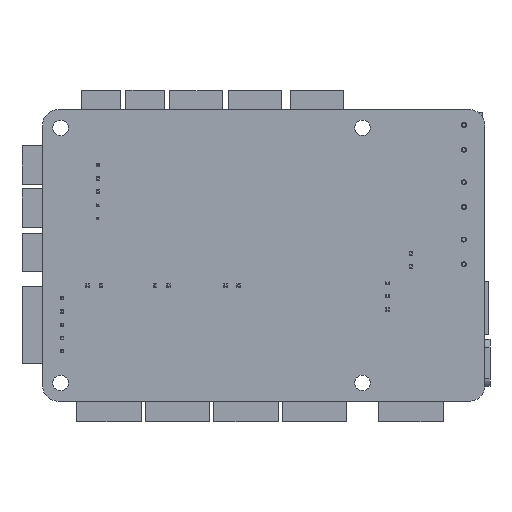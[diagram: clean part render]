
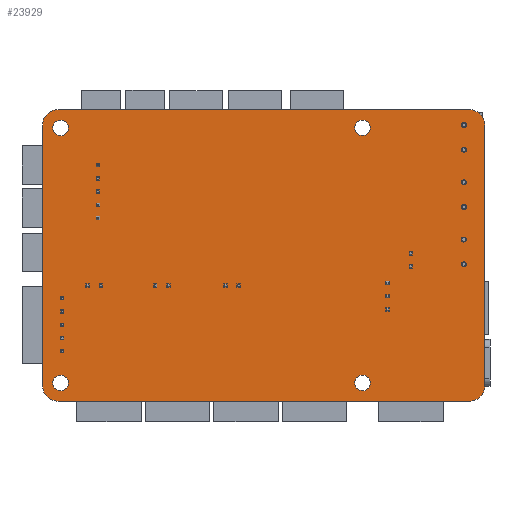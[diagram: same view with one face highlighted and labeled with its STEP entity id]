
A CAD part, front view. The second image highlights one B-rep face of the part: STEP entity #23929.
In plain terms, the highlighted planar face has unit normal (0, -1, 0).
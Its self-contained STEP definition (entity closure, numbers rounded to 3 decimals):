
#1245=FACE_BOUND('',#4049,.T.);
#1246=FACE_BOUND('',#4050,.T.);
#1247=FACE_BOUND('',#4051,.T.);
#1248=FACE_BOUND('',#4052,.T.);
#2643=FACE_OUTER_BOUND('',#4048,.T.);
#4048=EDGE_LOOP('',(#21547,#21548,#21549,#21550,#21551,#21552,#21553,#21554));
#4049=EDGE_LOOP('',(#21555));
#4050=EDGE_LOOP('',(#21556));
#4051=EDGE_LOOP('',(#21557));
#4052=EDGE_LOOP('',(#21558));
#4255=CIRCLE('',#25402,3.);
#4263=CIRCLE('',#25413,3.);
#4264=CIRCLE('',#25416,3.);
#4265=CIRCLE('',#25419,3.);
#4266=CIRCLE('',#25421,1.5);
#4267=CIRCLE('',#25423,1.5);
#4268=CIRCLE('',#25425,1.5);
#4269=CIRCLE('',#25427,1.5);
#6909=LINE('',#42831,#9584);
#6915=LINE('',#42859,#9590);
#6918=LINE('',#42867,#9593);
#6924=LINE('',#42889,#9599);
#9584=VECTOR('',#30750,10.);
#9590=VECTOR('',#30778,10.);
#9593=VECTOR('',#30787,10.);
#9599=VECTOR('',#30815,10.);
#11709=VERTEX_POINT('',#42821);
#11710=VERTEX_POINT('',#42823);
#11712=VERTEX_POINT('',#42829);
#11722=VERTEX_POINT('',#42853);
#11723=VERTEX_POINT('',#42857);
#11724=VERTEX_POINT('',#42861);
#11725=VERTEX_POINT('',#42865);
#11726=VERTEX_POINT('',#42869);
#11727=VERTEX_POINT('',#42873);
#11728=VERTEX_POINT('',#42877);
#11729=VERTEX_POINT('',#42881);
#11730=VERTEX_POINT('',#42885);
#14977=EDGE_CURVE('',#11709,#11710,#4255,.T.);
#14981=EDGE_CURVE('',#11709,#11712,#6909,.T.);
#14993=EDGE_CURVE('',#11722,#11712,#4263,.T.);
#14995=EDGE_CURVE('',#11722,#11723,#6915,.T.);
#14997=EDGE_CURVE('',#11724,#11723,#4264,.T.);
#14999=EDGE_CURVE('',#11724,#11725,#6918,.T.);
#15001=EDGE_CURVE('',#11726,#11725,#4265,.T.);
#15003=EDGE_CURVE('',#11727,#11727,#4266,.T.);
#15005=EDGE_CURVE('',#11728,#11728,#4267,.T.);
#15007=EDGE_CURVE('',#11729,#11729,#4268,.T.);
#15009=EDGE_CURVE('',#11730,#11730,#4269,.T.);
#15010=EDGE_CURVE('',#11726,#11710,#6924,.T.);
#21547=ORIENTED_EDGE('',*,*,#14977,.F.);
#21548=ORIENTED_EDGE('',*,*,#14981,.T.);
#21549=ORIENTED_EDGE('',*,*,#14993,.F.);
#21550=ORIENTED_EDGE('',*,*,#14995,.T.);
#21551=ORIENTED_EDGE('',*,*,#14997,.F.);
#21552=ORIENTED_EDGE('',*,*,#14999,.T.);
#21553=ORIENTED_EDGE('',*,*,#15001,.F.);
#21554=ORIENTED_EDGE('',*,*,#15010,.T.);
#21555=ORIENTED_EDGE('',*,*,#15009,.F.);
#21556=ORIENTED_EDGE('',*,*,#15007,.F.);
#21557=ORIENTED_EDGE('',*,*,#15005,.F.);
#21558=ORIENTED_EDGE('',*,*,#15003,.F.);
#22620=PLANE('',#25429);
#23929=ADVANCED_FACE('',(#2643,#1245,#1246,#1247,#1248),#22620,.F.);
#25402=AXIS2_PLACEMENT_3D('',#42824,#30743,#30744);
#25413=AXIS2_PLACEMENT_3D('',#42855,#30773,#30774);
#25416=AXIS2_PLACEMENT_3D('',#42863,#30782,#30783);
#25419=AXIS2_PLACEMENT_3D('',#42871,#30791,#30792);
#25421=AXIS2_PLACEMENT_3D('',#42875,#30796,#30797);
#25423=AXIS2_PLACEMENT_3D('',#42879,#30801,#30802);
#25425=AXIS2_PLACEMENT_3D('',#42883,#30806,#30807);
#25427=AXIS2_PLACEMENT_3D('',#42887,#30811,#30812);
#25429=AXIS2_PLACEMENT_3D('',#42890,#30816,#30817);
#30743=DIRECTION('center_axis',(0.,1.,0.));
#30744=DIRECTION('ref_axis',(-0.707,0.,-0.707));
#30750=DIRECTION('',(1.,0.,0.));
#30773=DIRECTION('center_axis',(0.,1.,0.));
#30774=DIRECTION('ref_axis',(0.707,0.,-0.707));
#30778=DIRECTION('',(0.,0.,1.));
#30782=DIRECTION('center_axis',(0.,1.,0.));
#30783=DIRECTION('ref_axis',(0.707,0.,0.707));
#30787=DIRECTION('',(-1.,0.,0.));
#30791=DIRECTION('center_axis',(0.,1.,0.));
#30792=DIRECTION('ref_axis',(-0.707,0.,0.707));
#30796=DIRECTION('center_axis',(0.,-1.,0.));
#30797=DIRECTION('ref_axis',(1.,0.,0.));
#30801=DIRECTION('center_axis',(0.,-1.,0.));
#30802=DIRECTION('ref_axis',(1.,0.,0.));
#30806=DIRECTION('center_axis',(0.,-1.,0.));
#30807=DIRECTION('ref_axis',(1.,0.,0.));
#30811=DIRECTION('center_axis',(0.,-1.,0.));
#30812=DIRECTION('ref_axis',(1.,0.,0.));
#30815=DIRECTION('',(0.,0.,-1.));
#30816=DIRECTION('center_axis',(0.,1.,0.));
#30817=DIRECTION('ref_axis',(1.,0.,0.));
#42821=CARTESIAN_POINT('',(-37.212,0.,-27.316));
#42823=CARTESIAN_POINT('',(-40.212,0.,-24.316));
#42824=CARTESIAN_POINT('Origin',(-37.212,0.,-24.316));
#42829=CARTESIAN_POINT('',(41.788,0.,-27.316));
#42831=CARTESIAN_POINT('',(-40.212,0.,-27.316));
#42853=CARTESIAN_POINT('',(44.788,0.,-24.316));
#42855=CARTESIAN_POINT('Origin',(41.788,0.,-24.316));
#42857=CARTESIAN_POINT('',(44.788,0.,25.684));
#42859=CARTESIAN_POINT('',(44.788,0.,-27.316));
#42861=CARTESIAN_POINT('',(41.788,0.,28.684));
#42863=CARTESIAN_POINT('Origin',(41.788,0.,25.684));
#42865=CARTESIAN_POINT('',(-37.212,0.,28.684));
#42867=CARTESIAN_POINT('',(44.788,0.,28.684));
#42869=CARTESIAN_POINT('',(-40.212,0.,25.684));
#42871=CARTESIAN_POINT('Origin',(-37.212,0.,25.684));
#42873=CARTESIAN_POINT('',(19.788,0.,25.184));
#42875=CARTESIAN_POINT('Origin',(21.288,0.,25.184));
#42877=CARTESIAN_POINT('',(-38.212,0.,-23.816));
#42879=CARTESIAN_POINT('Origin',(-36.712,0.,-23.816));
#42881=CARTESIAN_POINT('',(19.788,0.,-23.816));
#42883=CARTESIAN_POINT('Origin',(21.288,0.,-23.816));
#42885=CARTESIAN_POINT('',(-38.212,0.,25.184));
#42887=CARTESIAN_POINT('Origin',(-36.712,0.,25.184));
#42889=CARTESIAN_POINT('',(-40.212,0.,28.684));
#42890=CARTESIAN_POINT('Origin',(2.288,0.,0.684));
